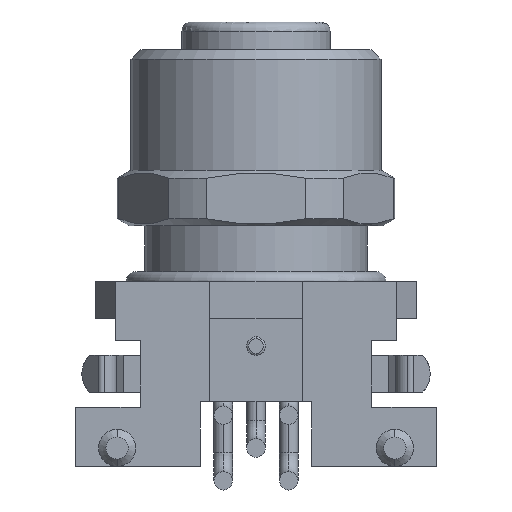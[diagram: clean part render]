
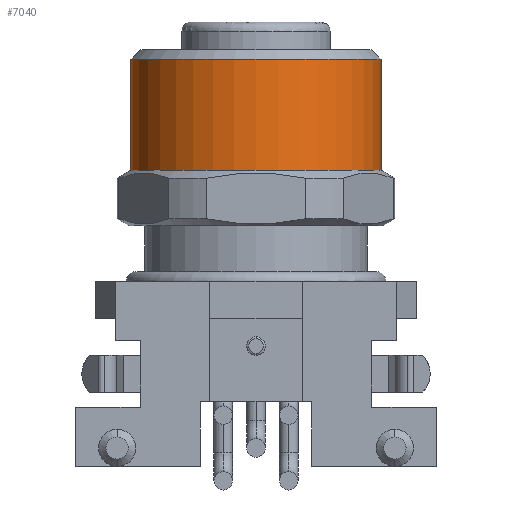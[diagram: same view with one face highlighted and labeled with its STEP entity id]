
A CAD part, front view. The second image highlights one B-rep face of the part: STEP entity #7040.
In plain terms, the highlighted cylindrical face has radius 6.75 mm (diameter 13.5 mm), a partial arc.
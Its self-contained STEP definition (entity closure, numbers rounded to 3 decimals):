
#2509=CARTESIAN_POINT('',(0.,0.,-8.));
#2510=DIRECTION('',(0.,0.,-1.));
#2511=DIRECTION('',(1.,0.,0.));
#2512=AXIS2_PLACEMENT_3D('',#2509,#2510,#2511);
#2542=CARTESIAN_POINT('',(0.,0.,-2.));
#2543=DIRECTION('',(0.,0.,-1.));
#2544=DIRECTION('',(1.,0.,0.));
#2545=AXIS2_PLACEMENT_3D('',#2542,#2543,#2544);
#2547=DIRECTION('',(0.,0.,-1.));
#2548=VECTOR('',#2547,6.);
#2549=CARTESIAN_POINT('',(6.75,0.,-2.));
#2550=LINE('',#2549,#2548);
#2556=DIRECTION('',(0.,0.,-1.));
#2557=VECTOR('',#2556,6.);
#2558=CARTESIAN_POINT('',(-6.75,0.,-2.));
#2559=LINE('',#2558,#2557);
#3442=CARTESIAN_POINT('',(6.75,0.,-2.));
#3444=VERTEX_POINT('',#3442);
#3445=CARTESIAN_POINT('',(6.75,0.,-8.));
#3446=VERTEX_POINT('',#3445);
#3460=CARTESIAN_POINT('',(-6.75,0.,-2.));
#3462=VERTEX_POINT('',#3460);
#3463=CARTESIAN_POINT('',(-6.75,0.,-8.));
#3464=VERTEX_POINT('',#3463);
#7026=CARTESIAN_POINT('',(0.,0.,-0.775));
#7027=DIRECTION('',(0.,0.,-1.));
#7028=DIRECTION('',(1.,0.,0.));
#7029=AXIS2_PLACEMENT_3D('',#7026,#7027,#7028);
#7030=CYLINDRICAL_SURFACE('',#7029,6.75);
#7032=ORIENTED_EDGE('',*,*,#7031,.T.);
#7033=ORIENTED_EDGE('',*,*,#7013,.T.);
#7035=ORIENTED_EDGE('',*,*,#7034,.F.);
#7037=ORIENTED_EDGE('',*,*,#7036,.F.);
#7038=EDGE_LOOP('',(#7032,#7033,#7035,#7037));
#7039=FACE_OUTER_BOUND('',#7038,.F.);
#2513=CIRCLE('',#2512,6.75);
#2546=CIRCLE('',#2545,6.75);
#7013=EDGE_CURVE('',#3446,#3464,#2513,.T.);
#7031=EDGE_CURVE('',#3444,#3446,#2550,.T.);
#7034=EDGE_CURVE('',#3462,#3464,#2559,.T.);
#7036=EDGE_CURVE('',#3444,#3462,#2546,.T.);
#7040=ADVANCED_FACE('',(#7039),#7030,.T.);
